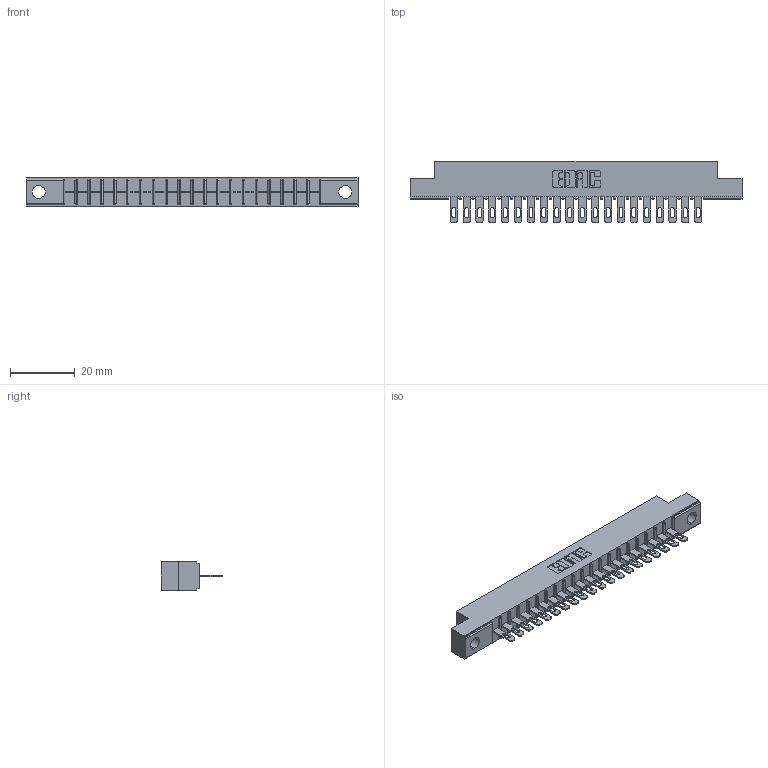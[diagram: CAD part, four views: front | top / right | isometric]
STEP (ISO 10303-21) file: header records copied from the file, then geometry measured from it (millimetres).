
FILE_DESCRIPTION (( 'STEP AP203' ), '1' );
FILE_NAME ('316-020-500-104.STEP', '2018-07-31T01:31:55', ( '' ), ( '' ), 'SwSTEP 2.0', 'SolidWorks 2016', '' );
FILE_SCHEMA (( 'CONFIG_CONTROL_DESIGN' ));
Length unit declared in the file: inch
Products named in the file (3): 306 Part_.156 Dia; 306-290-001_100; 316-020-500-104
Assembly tree (21 placements, depth 2):
  316-020-500-104
    306 Part_.156 Dia
    306-290-001_100  x20
Bounding box: 102.26 x 18.87 x 8.71 mm (x, y, z)
Volume: 6947.3 mm3; surface area: 10380.6 mm2
Topology: 21 solids, 21 shells, 1650 faces, 4652 edges, 2992 vertices
Faces by surface type: plane 1082, cylinder 488, sphere 80
Entity records: 22083 total; most frequent: CARTESIAN_POINT 3709, ORIENTED_EDGE 3672, DIRECTION 3652, EDGE_CURVE 1836, LINE 1430, VECTOR 1430, VERTEX_POINT 1168, AXIS2_PLACEMENT_3D 1111
